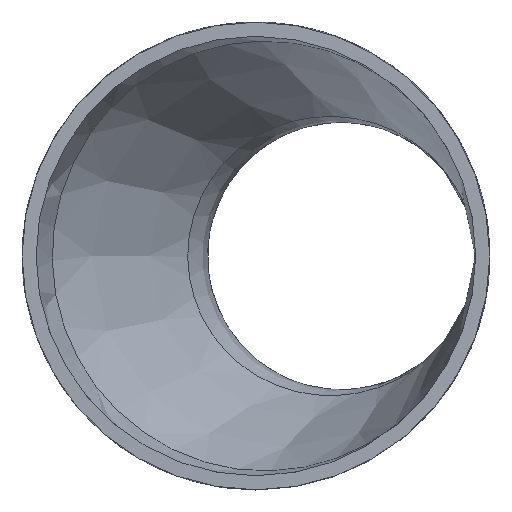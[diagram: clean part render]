
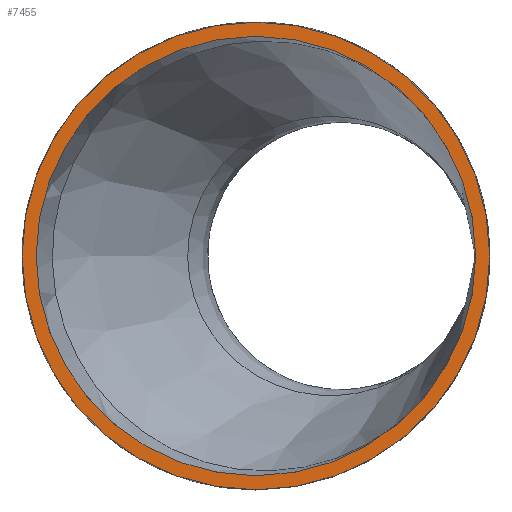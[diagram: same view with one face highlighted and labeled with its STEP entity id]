
A CAD part, left-side view. The second image highlights one B-rep face of the part: STEP entity #7455.
In plain terms, the highlighted planar face has unit normal (-1, 0, 0).
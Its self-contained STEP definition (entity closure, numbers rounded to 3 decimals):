
#831 = VERTEX_POINT ( 'NONE', #11400 ) ;
#1217 = CARTESIAN_POINT ( 'NONE',  ( 0., 0., 35.75 ) ) ;
#1375 = FACE_OUTER_BOUND ( 'NONE', #6473, .T. ) ;
#2127 = AXIS2_PLACEMENT_3D ( 'NONE', #18326, #12586, #15162 ) ;
#2508 = DIRECTION ( 'NONE',  ( 0., 0., 1. ) ) ;
#2570 = DIRECTION ( 'NONE',  ( -1., 0., 0. ) ) ;
#2885 = EDGE_CURVE ( 'NONE', #831, #831, #8320, .T. ) ;
#2908 = AXIS2_PLACEMENT_3D ( 'NONE', #12552, #2570, #2508 ) ;
#3395 = DIRECTION ( 'NONE',  ( -1., 0., 0. ) ) ;
#4562 = FACE_BOUND ( 'NONE', #5313, .T. ) ;
#5313 = EDGE_LOOP ( 'NONE', ( #17012 ) ) ;
#6473 = EDGE_LOOP ( 'NONE', ( #14824 ) ) ;
#6776 = AXIS2_PLACEMENT_3D ( 'NONE', #14671, #3395, #9387 ) ;
#7455 = ADVANCED_FACE ( 'NONE', ( #4562, #1375 ), #11794, .T. ) ;
#8152 = CIRCLE ( 'NONE', #2908, 35.75 ) ;
#8320 = CIRCLE ( 'NONE', #2127, 38.05 ) ;
#9387 = DIRECTION ( 'NONE',  ( 0., 0., 1. ) ) ;
#11400 = CARTESIAN_POINT ( 'NONE',  ( 0., 0., 38.05 ) ) ;
#11534 = VERTEX_POINT ( 'NONE', #1217 ) ;
#11794 = PLANE ( 'NONE',  #6776 ) ;
#12552 = CARTESIAN_POINT ( 'NONE',  ( 0., 0., 0. ) ) ;
#12586 = DIRECTION ( 'NONE',  ( -1., 0., 0. ) ) ;
#14671 = CARTESIAN_POINT ( 'NONE',  ( 0., 0., 0. ) ) ;
#14824 = ORIENTED_EDGE ( 'NONE', *, *, #2885, .T. ) ;
#15162 = DIRECTION ( 'NONE',  ( 0., 0., 1. ) ) ;
#17012 = ORIENTED_EDGE ( 'NONE', *, *, #18771, .F. ) ;
#18326 = CARTESIAN_POINT ( 'NONE',  ( 0., 0., 0. ) ) ;
#18771 = EDGE_CURVE ( 'NONE', #11534, #11534, #8152, .T. ) ;
